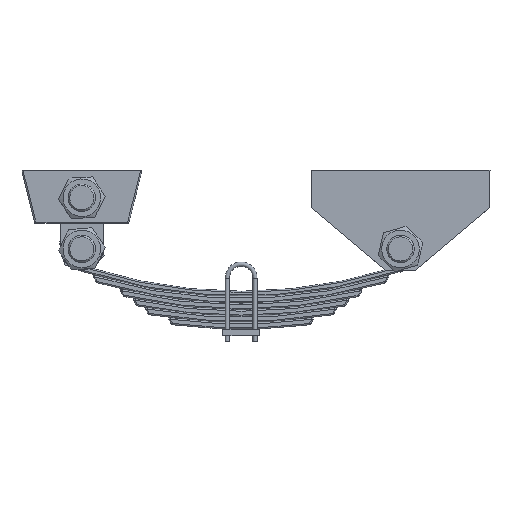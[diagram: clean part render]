
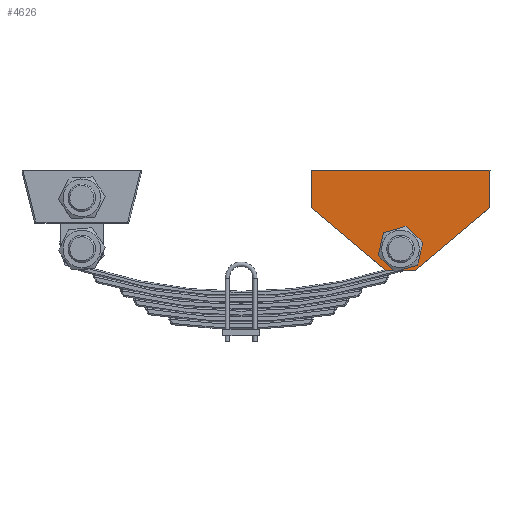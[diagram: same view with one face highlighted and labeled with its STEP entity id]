
A CAD part, top view. The second image highlights one B-rep face of the part: STEP entity #4626.
In plain terms, the highlighted planar face has unit normal (0, 0, 1).
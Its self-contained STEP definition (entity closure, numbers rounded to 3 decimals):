
#225=FACE_BOUND('',#1314,.T.);
#306=PLANE('',#5509);
#688=CIRCLE('',#5502,35.);
#689=CIRCLE('',#5503,35.);
#976=FACE_OUTER_BOUND('',#1313,.T.);
#1313=EDGE_LOOP('',(#4091,#4092,#4093,#4094,#4095,#4096));
#1314=EDGE_LOOP('',(#4097,#4098));
#1576=LINE('',#8896,#1848);
#1582=LINE('',#8908,#1854);
#1586=LINE('',#8916,#1858);
#1590=LINE('',#8923,#1862);
#1595=LINE('',#8942,#1867);
#1598=LINE('',#8946,#1870);
#1848=VECTOR('',#6904,10.);
#1854=VECTOR('',#6914,10.);
#1858=VECTOR('',#6920,10.);
#1862=VECTOR('',#6928,10.);
#1867=VECTOR('',#6949,10.);
#1870=VECTOR('',#6954,10.);
#2256=VERTEX_POINT('',#8893);
#2257=VERTEX_POINT('',#8895);
#2260=VERTEX_POINT('',#8905);
#2261=VERTEX_POINT('',#8907);
#2264=VERTEX_POINT('',#8915);
#2266=VERTEX_POINT('',#8927);
#2267=VERTEX_POINT('',#8928);
#2271=VERTEX_POINT('',#8941);
#2864=EDGE_CURVE('',#2257,#2256,#1576,.T.);
#2870=EDGE_CURVE('',#2261,#2260,#1582,.T.);
#2874=EDGE_CURVE('',#2264,#2257,#1586,.T.);
#2878=EDGE_CURVE('',#2260,#2264,#1590,.T.);
#2880=EDGE_CURVE('',#2266,#2267,#688,.T.);
#2881=EDGE_CURVE('',#2267,#2266,#689,.T.);
#2887=EDGE_CURVE('',#2271,#2261,#1595,.T.);
#2890=EDGE_CURVE('',#2256,#2271,#1598,.T.);
#4091=ORIENTED_EDGE('',*,*,#2874,.T.);
#4092=ORIENTED_EDGE('',*,*,#2864,.T.);
#4093=ORIENTED_EDGE('',*,*,#2890,.T.);
#4094=ORIENTED_EDGE('',*,*,#2887,.T.);
#4095=ORIENTED_EDGE('',*,*,#2870,.T.);
#4096=ORIENTED_EDGE('',*,*,#2878,.T.);
#4097=ORIENTED_EDGE('',*,*,#2880,.T.);
#4098=ORIENTED_EDGE('',*,*,#2881,.T.);
#4626=ADVANCED_FACE('',(#976,#225),#306,.T.);
#5502=AXIS2_PLACEMENT_3D('',#8929,#6934,#6935);
#5503=AXIS2_PLACEMENT_3D('',#8930,#6936,#6937);
#5509=AXIS2_PLACEMENT_3D('',#8947,#6955,#6956);
#6904=DIRECTION('',(0.766,0.643,0.));
#6914=DIRECTION('',(0.,-1.,0.));
#6920=DIRECTION('',(1.,0.,0.));
#6928=DIRECTION('',(0.766,-0.643,0.));
#6934=DIRECTION('center_axis',(0.,0.,-1.));
#6935=DIRECTION('ref_axis',(-1.,0.,0.));
#6936=DIRECTION('center_axis',(0.,0.,-1.));
#6937=DIRECTION('ref_axis',(-1.,0.,0.));
#6949=DIRECTION('',(-1.,0.,0.));
#6954=DIRECTION('',(0.,1.,0.));
#6955=DIRECTION('center_axis',(0.,0.,1.));
#6956=DIRECTION('ref_axis',(1.,0.,0.));
#8893=CARTESIAN_POINT('',(210.,96.842,45.));
#8895=CARTESIAN_POINT('',(35.,-50.,45.));
#8896=CARTESIAN_POINT('',(35.,-50.,45.));
#8905=CARTESIAN_POINT('',(-210.,96.842,45.));
#8907=CARTESIAN_POINT('',(-210.,185.,45.));
#8908=CARTESIAN_POINT('',(-210.,185.,45.));
#8915=CARTESIAN_POINT('',(-35.,-50.,45.));
#8916=CARTESIAN_POINT('',(-35.,-50.,45.));
#8923=CARTESIAN_POINT('',(-210.,96.842,45.));
#8927=CARTESIAN_POINT('',(0.,-35.,45.));
#8928=CARTESIAN_POINT('',(35.,0.,45.));
#8929=CARTESIAN_POINT('Origin',(0.,0.,45.));
#8930=CARTESIAN_POINT('Origin',(0.,0.,45.));
#8941=CARTESIAN_POINT('',(210.,185.,45.));
#8942=CARTESIAN_POINT('',(210.,185.,45.));
#8946=CARTESIAN_POINT('',(210.,96.842,45.));
#8947=CARTESIAN_POINT('Origin',(87.752,87.429,45.));
